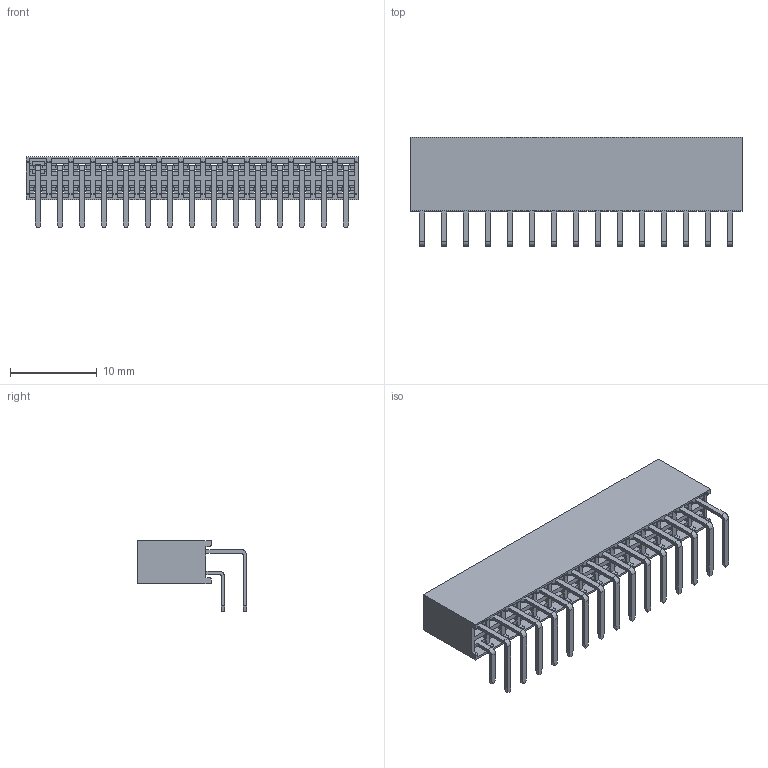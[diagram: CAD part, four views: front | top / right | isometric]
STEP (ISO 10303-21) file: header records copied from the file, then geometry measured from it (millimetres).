
FILE_DESCRIPTION(('STEP AP214'),'1');
FILE_NAME('female_header_a-bl254-da-g30d.stp','2022-05-31T13:51:11',('TraceParts'),('TraceParts S.A.'),'Spatial InterOp 3D',' ',' ');
FILE_SCHEMA(('AUTOMOTIVE_DESIGN { 1 0 10303 214 1 1 1 1 }'));
Length unit declared in the file: millimetre
Products named in the file (1): female_header_a-bl254-da-g30d
Bounding box: 38.35 x 12.6 x 8.2 mm (x, y, z)
Volume: 739.6 mm3; surface area: 3600.6 mm2
Topology: 1 solids, 1 shells, 1091 faces, 3351 edges, 2234 vertices
Faces by surface type: plane 894, cylinder 197
Entity records: 45983 total; most frequent: ORIENTED_EDGE 6702, CARTESIAN_POINT 6677, DIRECTION 5929, EDGE_CURVE 3351, LINE 2957, VECTOR 2957, VERTEX_POINT 2234, AXIS2_PLACEMENT_3D 1486
